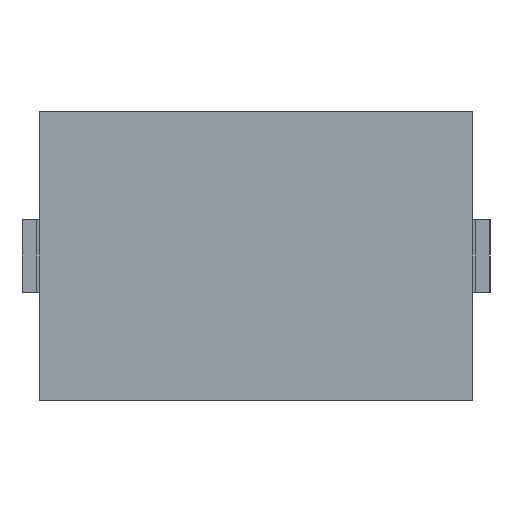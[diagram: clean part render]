
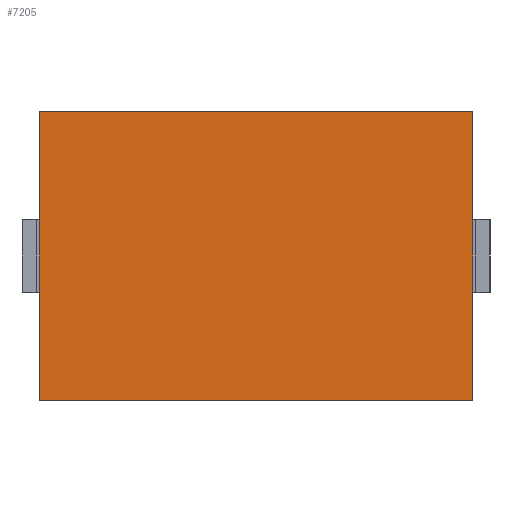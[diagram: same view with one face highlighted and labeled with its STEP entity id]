
A CAD part, left-side view. The second image highlights one B-rep face of the part: STEP entity #7205.
In plain terms, the highlighted planar face has unit normal (-1, 0, 0).
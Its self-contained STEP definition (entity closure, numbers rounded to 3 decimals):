
#7205 = ADVANCED_FACE ( 'NONE', ( #11771 ), #11755, .F. ) ;
#7283 = EDGE_LOOP ( 'NONE', ( #7294, #7293, #20065, #20067 ) ) ;
#7291 = EDGE_CURVE ( 'NONE', #7292, #7295, #11936, .T. ) ;
#7292 = VERTEX_POINT ( 'NONE', #11990 ) ;
#7293 = ORIENTED_EDGE ( 'NONE', *, *, #20068, .F. ) ;
#7294 = ORIENTED_EDGE ( 'NONE', *, *, #7291, .T. ) ;
#7295 = VERTEX_POINT ( 'NONE', #11989 ) ;
#11750 = DIRECTION ( 'NONE',  ( 0., 0., -1. ) ) ;
#11751 = DIRECTION ( 'NONE',  ( 1., 0., 0. ) ) ;
#11752 = CARTESIAN_POINT ( 'NONE',  ( -2., 0., 1. ) ) ;
#11753 = AXIS2_PLACEMENT_3D ( 'NONE', #11752, #11751, #11750 ) ;
#11755 = PLANE ( 'NONE',  #11753 ) ;
#11771 = FACE_OUTER_BOUND ( 'NONE', #7283, .T. ) ;
#11930 = VECTOR ( 'NONE', #11991, 1000. ) ;
#11931 = CARTESIAN_POINT ( 'NONE',  ( -2., 0., -1. ) ) ;
#11936 = LINE ( 'NONE', #11931, #11930 ) ;
#11989 = CARTESIAN_POINT ( 'NONE',  ( -2., -1.5, -1. ) ) ;
#11990 = CARTESIAN_POINT ( 'NONE',  ( -2., 1.5, -1. ) ) ;
#11991 = DIRECTION ( 'NONE',  ( 0., -1., 0. ) ) ;
#19895 = DIRECTION ( 'NONE',  ( 0., 0., -1. ) ) ;
#19896 = VECTOR ( 'NONE', #19895, 1000. ) ;
#19897 = CARTESIAN_POINT ( 'NONE',  ( -2., -1.5, 1. ) ) ;
#19898 = LINE ( 'NONE', #19897, #19896 ) ;
#19899 = CARTESIAN_POINT ( 'NONE',  ( -2., 1.5, 1. ) ) ;
#19900 = CARTESIAN_POINT ( 'NONE',  ( -2., -1.5, 1. ) ) ;
#19901 = DIRECTION ( 'NONE',  ( 0., -1., 0. ) ) ;
#19902 = VECTOR ( 'NONE', #19901, 1000. ) ;
#19903 = CARTESIAN_POINT ( 'NONE',  ( -2., 0., 1. ) ) ;
#19904 = LINE ( 'NONE', #19903, #19902 ) ;
#19905 = DIRECTION ( 'NONE',  ( 0., 0., -1. ) ) ;
#19906 = VECTOR ( 'NONE', #19905, 1000. ) ;
#19907 = CARTESIAN_POINT ( 'NONE',  ( -2., 1.5, 1. ) ) ;
#19908 = LINE ( 'NONE', #19907, #19906 ) ;
#20062 = EDGE_CURVE ( 'NONE', #20066, #7292, #19908, .T. ) ;
#20063 = EDGE_CURVE ( 'NONE', #20066, #20064, #19904, .T. ) ;
#20064 = VERTEX_POINT ( 'NONE', #19900 ) ;
#20065 = ORIENTED_EDGE ( 'NONE', *, *, #20063, .F. ) ;
#20066 = VERTEX_POINT ( 'NONE', #19899 ) ;
#20067 = ORIENTED_EDGE ( 'NONE', *, *, #20062, .T. ) ;
#20068 = EDGE_CURVE ( 'NONE', #20064, #7295, #19898, .T. ) ;
